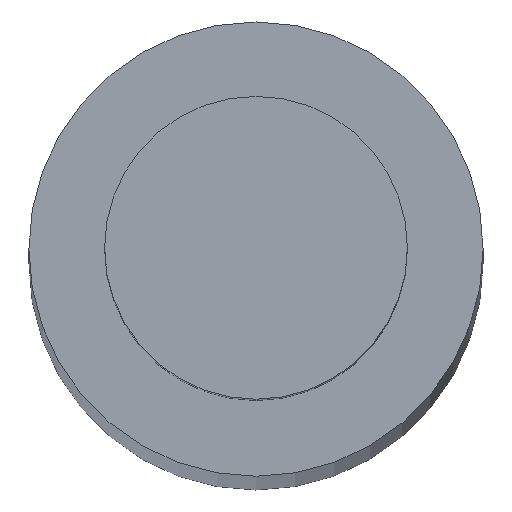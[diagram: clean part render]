
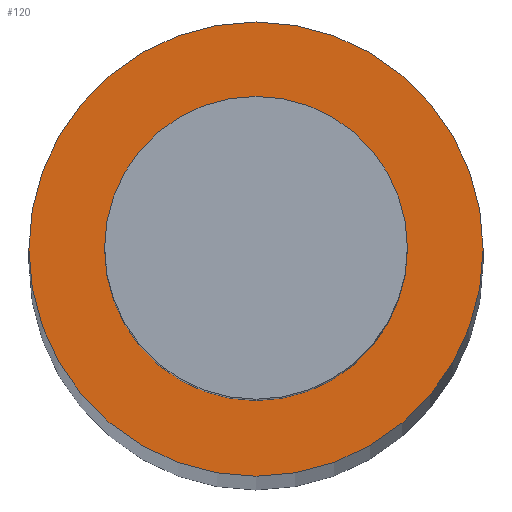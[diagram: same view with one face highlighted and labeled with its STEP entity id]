
A CAD part, top view. The second image highlights one B-rep face of the part: STEP entity #120.
In plain terms, the highlighted planar face has unit normal (0, 0, 1).
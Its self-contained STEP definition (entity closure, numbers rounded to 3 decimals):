
#6 = CARTESIAN_POINT ( 'NONE',  ( 0., 0., 52. ) ) ;
#9 = DIRECTION ( 'NONE',  ( 0., 0., 1. ) ) ;
#14 = EDGE_CURVE ( 'NONE', #258, #77, #206, .T. ) ;
#16 = EDGE_LOOP ( 'NONE', ( #65, #276 ) ) ;
#23 = AXIS2_PLACEMENT_3D ( 'NONE', #212, #251, #278 ) ;
#25 = DIRECTION ( 'NONE',  ( 1., 0., 0. ) ) ;
#36 = AXIS2_PLACEMENT_3D ( 'NONE', #6, #9, #216 ) ;
#39 = VERTEX_POINT ( 'NONE', #297 ) ;
#46 = DIRECTION ( 'NONE',  ( 1., 0., 0. ) ) ;
#53 = CARTESIAN_POINT ( 'NONE',  ( 0., 0., 52. ) ) ;
#65 = ORIENTED_EDGE ( 'NONE', *, *, #14, .T. ) ;
#68 = DIRECTION ( 'NONE',  ( 0., 0., 1. ) ) ;
#77 = VERTEX_POINT ( 'NONE', #230 ) ;
#78 = EDGE_CURVE ( 'NONE', #91, #39, #89, .T. ) ;
#89 = CIRCLE ( 'NONE', #134, 2. ) ;
#91 = VERTEX_POINT ( 'NONE', #225 ) ;
#111 = CARTESIAN_POINT ( 'NONE',  ( -3., 0., 52. ) ) ;
#119 = EDGE_LOOP ( 'NONE', ( #137, #233 ) ) ;
#120 = ADVANCED_FACE ( 'NONE', ( #141, #272 ), #227, .T. ) ;
#121 = EDGE_CURVE ( 'NONE', #39, #91, #288, .T. ) ;
#123 = CIRCLE ( 'NONE', #36, 3. ) ;
#125 = CARTESIAN_POINT ( 'NONE',  ( 0., 0., 52. ) ) ;
#134 = AXIS2_PLACEMENT_3D ( 'NONE', #125, #144, #25 ) ;
#137 = ORIENTED_EDGE ( 'NONE', *, *, #78, .F. ) ;
#141 = FACE_BOUND ( 'NONE', #119, .T. ) ;
#144 = DIRECTION ( 'NONE',  ( 0., 0., 1. ) ) ;
#206 = CIRCLE ( 'NONE', #261, 3. ) ;
#212 = CARTESIAN_POINT ( 'NONE',  ( 0., 0., 52. ) ) ;
#216 = DIRECTION ( 'NONE',  ( 1., 0., 0. ) ) ;
#225 = CARTESIAN_POINT ( 'NONE',  ( -2., 0., 52. ) ) ;
#227 = PLANE ( 'NONE',  #300 ) ;
#230 = CARTESIAN_POINT ( 'NONE',  ( 3., 0., 52. ) ) ;
#233 = ORIENTED_EDGE ( 'NONE', *, *, #121, .F. ) ;
#244 = CARTESIAN_POINT ( 'NONE',  ( 0., 0., 52. ) ) ;
#251 = DIRECTION ( 'NONE',  ( 0., 0., 1. ) ) ;
#258 = VERTEX_POINT ( 'NONE', #111 ) ;
#261 = AXIS2_PLACEMENT_3D ( 'NONE', #244, #275, #294 ) ;
#272 = FACE_OUTER_BOUND ( 'NONE', #16, .T. ) ;
#274 = EDGE_CURVE ( 'NONE', #77, #258, #123, .T. ) ;
#275 = DIRECTION ( 'NONE',  ( 0., 0., 1. ) ) ;
#276 = ORIENTED_EDGE ( 'NONE', *, *, #274, .T. ) ;
#278 = DIRECTION ( 'NONE',  ( 1., 0., 0. ) ) ;
#288 = CIRCLE ( 'NONE', #23, 2. ) ;
#294 = DIRECTION ( 'NONE',  ( 1., 0., 0. ) ) ;
#297 = CARTESIAN_POINT ( 'NONE',  ( 2., 0., 52. ) ) ;
#300 = AXIS2_PLACEMENT_3D ( 'NONE', #53, #68, #46 ) ;
